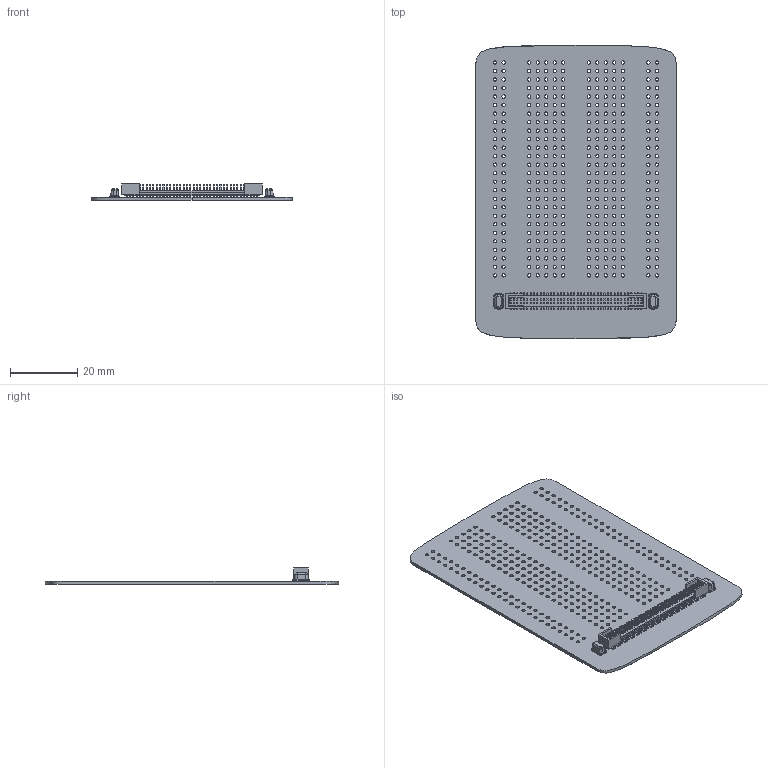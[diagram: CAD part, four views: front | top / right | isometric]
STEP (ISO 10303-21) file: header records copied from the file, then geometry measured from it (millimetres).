
FILE_DESCRIPTION((''),'2;1');
FILE_NAME('01XXXX_BREADBOARD_PCB_ASM','2017-01-19T',('e50115'),('MOTOROLA MOBILITY, Inc.'),'CREO PARAMETRIC BY PTC INC, 2015380','CREO PARAMETRIC BY PTC INC, 2015380','');
FILE_SCHEMA(('CONFIG_CONTROL_DESIGN'));
Products named in the file (8): 0_HDK_AMP_SKEL; 84016635_HDK_BREADBOARD; _FTMH-140-02-L-DV-ES-P-TR_BODY; _FTMH-140-02-L-DV-ES-P-TR_PINS1; _FTMH-40-ES_SHROUD; FTMH_140_02_L_DV_ES_P_TR; PUCK_DETENT_SMT_HDK; 01XXXX_BREADBOARD_PCB_ASM
Assembly tree (9 placements, depth 3):
  01XXXX_BREADBOARD_PCB_ASM
    0_HDK_AMP_SKEL
    84016635_HDK_BREADBOARD
    FTMH_140_02_L_DV_ES_P_TR
      _FTMH-140-02-L-DV-ES-P-TR_BODY
      _FTMH-140-02-L-DV-ES-P-TR_PINS1
      _FTMH-40-ES_SHROUD  x2
    PUCK_DETENT_SMT_HDK  x2
Bounding box: 59.73 x 87.63 x 4.78 mm (x, y, z)
Volume: 4692.7 mm3; surface area: 12507.1 mm2
Topology: 7 solids, 7 shells, 2582 faces, 6988 edges, 4424 vertices
Faces by surface type: plane 1684, cylinder 864, bspline 32, extrusion 2
Entity records: 82124 total; most frequent: CARTESIAN_POINT 16143, ORIENTED_EDGE 13632, DIRECTION 13460, EDGE_CURVE 6816, VECTOR 5126, LINE 5124, VERTEX_POINT 4320, AXIS2_PLACEMENT_3D 4167
